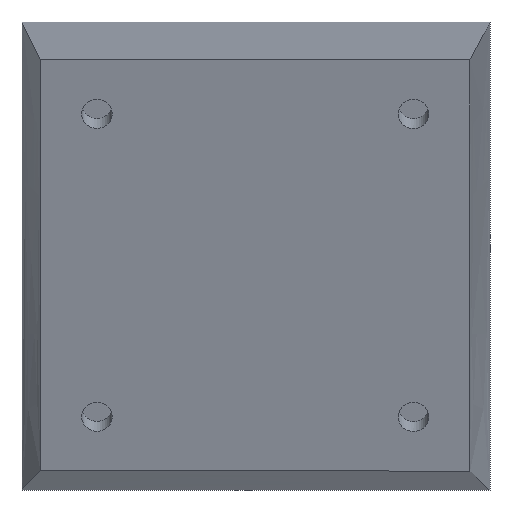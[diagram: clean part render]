
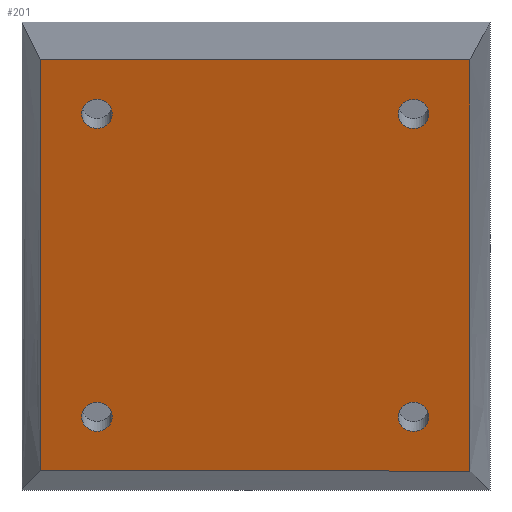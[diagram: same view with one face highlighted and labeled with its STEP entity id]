
A CAD part, front view. The second image highlights one B-rep face of the part: STEP entity #201.
In plain terms, the highlighted planar face has unit normal (-0.002, -0.957, -0.29).
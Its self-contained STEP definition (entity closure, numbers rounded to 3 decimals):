
#19=FACE_BOUND('',#52,.T.);
#20=FACE_BOUND('',#53,.T.);
#21=FACE_BOUND('',#54,.T.);
#22=FACE_BOUND('',#55,.T.);
#27=PLANE('',#237);
#37=FACE_OUTER_BOUND('',#51,.T.);
#51=EDGE_LOOP('',(#161,#162,#163,#164));
#52=EDGE_LOOP('',(#165));
#53=EDGE_LOOP('',(#166));
#54=EDGE_LOOP('',(#167));
#55=EDGE_LOOP('',(#168));
#65=LINE('',#325,#81);
#66=LINE('',#327,#82);
#67=LINE('',#329,#83);
#68=LINE('',#330,#84);
#81=VECTOR('',#279,10.);
#82=VECTOR('',#280,10.);
#83=VECTOR('',#281,10.);
#84=VECTOR('',#282,10.);
#93=CIRCLE('',#222,1.35);
#95=CIRCLE('',#226,1.35);
#97=CIRCLE('',#230,1.35);
#99=CIRCLE('',#234,1.35);
#101=VERTEX_POINT('',#295);
#103=VERTEX_POINT('',#302);
#105=VERTEX_POINT('',#309);
#107=VERTEX_POINT('',#316);
#109=VERTEX_POINT('',#323);
#110=VERTEX_POINT('',#324);
#111=VERTEX_POINT('',#326);
#112=VERTEX_POINT('',#328);
#117=EDGE_CURVE('',#101,#101,#93,.T.);
#120=EDGE_CURVE('',#103,#103,#95,.T.);
#123=EDGE_CURVE('',#105,#105,#97,.T.);
#126=EDGE_CURVE('',#107,#107,#99,.T.);
#129=EDGE_CURVE('',#109,#110,#65,.T.);
#130=EDGE_CURVE('',#110,#111,#66,.T.);
#131=EDGE_CURVE('',#111,#112,#67,.T.);
#132=EDGE_CURVE('',#112,#109,#68,.T.);
#161=ORIENTED_EDGE('',*,*,#129,.T.);
#162=ORIENTED_EDGE('',*,*,#130,.T.);
#163=ORIENTED_EDGE('',*,*,#131,.T.);
#164=ORIENTED_EDGE('',*,*,#132,.T.);
#165=ORIENTED_EDGE('',*,*,#117,.T.);
#166=ORIENTED_EDGE('',*,*,#120,.T.);
#167=ORIENTED_EDGE('',*,*,#123,.T.);
#168=ORIENTED_EDGE('',*,*,#126,.T.);
#201=ADVANCED_FACE('',(#37,#19,#20,#21,#22),#27,.F.);
#222=AXIS2_PLACEMENT_3D('',#296,#243,#244);
#226=AXIS2_PLACEMENT_3D('',#303,#252,#253);
#230=AXIS2_PLACEMENT_3D('',#310,#261,#262);
#234=AXIS2_PLACEMENT_3D('',#317,#270,#271);
#237=AXIS2_PLACEMENT_3D('',#322,#277,#278);
#243=DIRECTION('center_axis',(0.002,0.957,0.29));
#244=DIRECTION('ref_axis',(1.,-0.002,0.));
#252=DIRECTION('center_axis',(0.002,0.957,0.29));
#253=DIRECTION('ref_axis',(1.,-0.002,0.));
#261=DIRECTION('center_axis',(0.002,0.957,0.29));
#262=DIRECTION('ref_axis',(1.,-0.002,0.));
#270=DIRECTION('center_axis',(0.002,0.957,0.29));
#271=DIRECTION('ref_axis',(1.,-0.002,0.));
#277=DIRECTION('center_axis',(0.002,0.957,0.29));
#278=DIRECTION('ref_axis',(0.,-0.29,0.957));
#279=DIRECTION('',(-1.,0.002,0.001));
#280=DIRECTION('',(0.,0.29,-0.957));
#281=DIRECTION('',(1.,-0.002,-0.001));
#282=DIRECTION('',(0.,-0.29,0.957));
#295=CARTESIAN_POINT('',(33.28,-15.655,33.257));
#296=CARTESIAN_POINT('Origin',(34.63,-15.657,33.257));
#302=CARTESIAN_POINT('',(5.28,-7.469,6.481));
#303=CARTESIAN_POINT('Origin',(6.63,-7.472,6.481));
#309=CARTESIAN_POINT('',(5.28,-15.6,33.274));
#310=CARTESIAN_POINT('Origin',(6.63,-15.603,33.274));
#316=CARTESIAN_POINT('',(33.28,-7.523,6.464));
#317=CARTESIAN_POINT('Origin',(34.63,-7.526,6.464));
#322=CARTESIAN_POINT('Origin',(20.63,-11.565,19.869));
#323=CARTESIAN_POINT('',(39.63,-17.119,38.039));
#324=CARTESIAN_POINT('',(1.63,-17.045,38.061));
#325=CARTESIAN_POINT('',(39.63,-17.119,38.039));
#326=CARTESIAN_POINT('',(1.63,-6.01,1.699));
#327=CARTESIAN_POINT('',(1.63,-17.045,38.061));
#328=CARTESIAN_POINT('',(39.63,-6.084,1.677));
#329=CARTESIAN_POINT('',(1.63,-6.01,1.699));
#330=CARTESIAN_POINT('',(39.63,-6.084,1.677));
